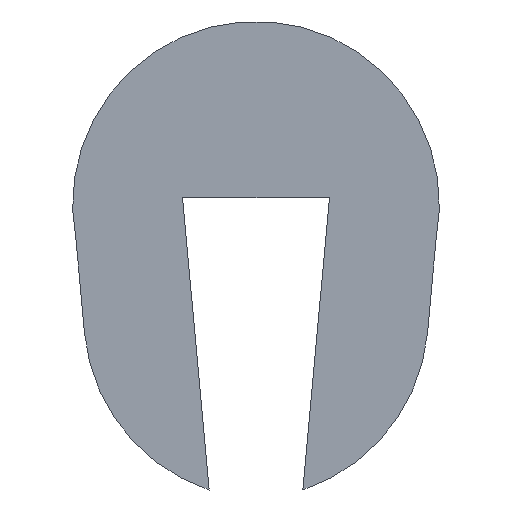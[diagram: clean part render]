
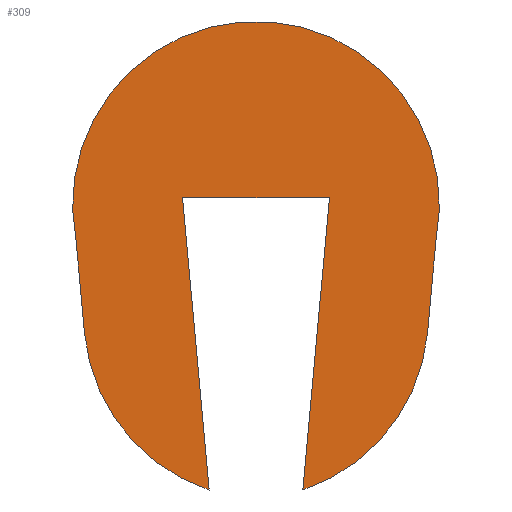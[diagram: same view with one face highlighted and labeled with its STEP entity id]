
A CAD part, front view. The second image highlights one B-rep face of the part: STEP entity #309.
In plain terms, the highlighted planar face has unit normal (0, -1, 0).
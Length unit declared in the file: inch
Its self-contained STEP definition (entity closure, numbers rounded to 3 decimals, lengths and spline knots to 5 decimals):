
#35=CARTESIAN_POINT('',(2.61613,5.00135,0.));
#36=VERTEX_POINT('',#35);
#43=CARTESIAN_POINT('',(2.51006,5.00135,0.13387));
#44=VERTEX_POINT('',#43);
#45=CARTESIAN_POINT('',(2.66542,5.00135,0.14801));
#46=DIRECTION('',(0.,-1.,0.));
#47=DIRECTION('',(1.,0.,0.));
#48=AXIS2_PLACEMENT_3D('',#45,#46,#47);
#49=CIRCLE('',#48,0.156);
#50=EDGE_CURVE('',#44,#36,#49,.T.);
#74=CARTESIAN_POINT('',(2.5935,5.00135,0.24865));
#75=VERTEX_POINT('',#74);
#82=CARTESIAN_POINT('',(2.61613,5.00135,0.));
#83=DIRECTION('',(-0.091,0.,0.996));
#84=VECTOR('',#83,1.);
#85=LINE('',#82,#84);
#86=EDGE_CURVE('',#36,#75,#85,.T.);
#105=CARTESIAN_POINT('',(2.7185,5.00135,0.24865));
#106=VERTEX_POINT('',#105);
#113=CARTESIAN_POINT('',(2.5935,5.00135,0.24865));
#114=DIRECTION('',(1.,0.,0.));
#115=VECTOR('',#114,1.);
#116=LINE('',#113,#115);
#117=EDGE_CURVE('',#75,#106,#116,.T.);
#136=CARTESIAN_POINT('',(2.69587,5.00135,0.));
#137=VERTEX_POINT('',#136);
#144=CARTESIAN_POINT('',(2.69587,5.00135,0.));
#145=DIRECTION('',(0.091,0.,0.996));
#146=VECTOR('',#145,1.);
#147=LINE('',#144,#146);
#148=EDGE_CURVE('',#137,#106,#147,.T.);
#168=CARTESIAN_POINT('',(2.80194,5.00135,0.13387));
#169=VERTEX_POINT('',#168);
#176=CARTESIAN_POINT('',(2.64658,5.00135,0.14801));
#177=DIRECTION('',(0.,-1.,0.));
#178=DIRECTION('',(1.,0.,0.));
#179=AXIS2_PLACEMENT_3D('',#176,#177,#178);
#180=CIRCLE('',#179,0.156);
#181=EDGE_CURVE('',#137,#169,#180,.T.);
#200=CARTESIAN_POINT('',(2.80913,5.00135,0.21286));
#201=VERTEX_POINT('',#200);
#208=CARTESIAN_POINT('',(2.80194,5.00135,0.13387));
#209=DIRECTION('',(0.091,0.,0.996));
#210=VECTOR('',#209,1.);
#211=LINE('',#208,#210);
#212=EDGE_CURVE('',#169,#201,#211,.T.);
#232=CARTESIAN_POINT('',(2.50287,5.00135,0.21286));
#233=VERTEX_POINT('',#232);
#240=CARTESIAN_POINT('',(2.656,5.00135,0.24265));
#241=DIRECTION('',(0.,-1.,0.));
#242=DIRECTION('',(1.,0.,0.));
#243=AXIS2_PLACEMENT_3D('',#240,#241,#242);
#244=CIRCLE('',#243,0.156);
#245=EDGE_CURVE('',#201,#233,#244,.T.);
#263=CARTESIAN_POINT('',(2.51006,5.00135,0.13387));
#264=DIRECTION('',(-0.091,0.,0.996));
#265=VECTOR('',#264,1.);
#266=LINE('',#263,#265);
#267=EDGE_CURVE('',#44,#233,#266,.T.);
#294=ORIENTED_EDGE('',*,*,#267,.F.);
#295=ORIENTED_EDGE('',*,*,#50,.T.);
#296=ORIENTED_EDGE('',*,*,#86,.T.);
#297=ORIENTED_EDGE('',*,*,#117,.T.);
#298=ORIENTED_EDGE('',*,*,#148,.F.);
#299=ORIENTED_EDGE('',*,*,#181,.T.);
#300=ORIENTED_EDGE('',*,*,#212,.T.);
#301=ORIENTED_EDGE('',*,*,#245,.T.);
#302=EDGE_LOOP('',(#294,#295,#296,#297,#298,#299,#300,#301));
#303=FACE_OUTER_BOUND('',#302,.T.);
#304=CARTESIAN_POINT('',(2.50781,5.00135,0.15854));
#305=DIRECTION('',(0.,1.,0.));
#306=DIRECTION('',(-1.,0.,0.));
#307=AXIS2_PLACEMENT_3D('',#304,#305,#306);
#308=PLANE('',#307);
#309=ADVANCED_FACE('',(#303),#308,.F.);
